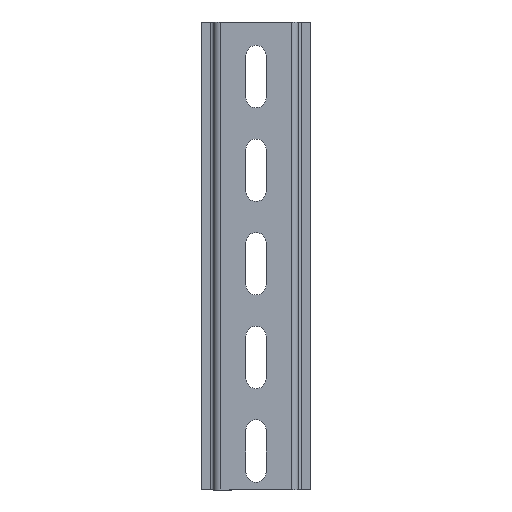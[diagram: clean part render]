
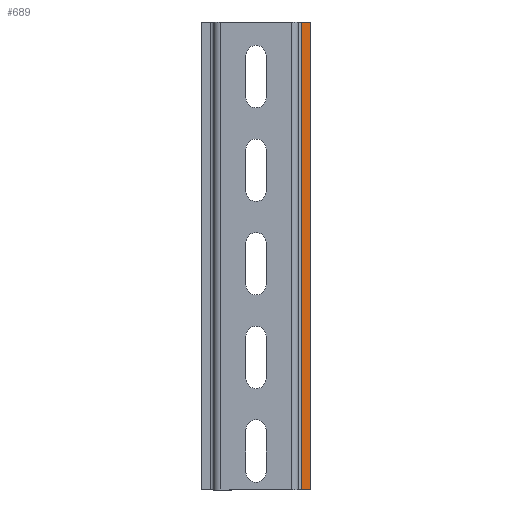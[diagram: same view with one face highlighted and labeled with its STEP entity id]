
A CAD part, front view. The second image highlights one B-rep face of the part: STEP entity #689.
In plain terms, the highlighted planar face has unit normal (0, -1, 0).
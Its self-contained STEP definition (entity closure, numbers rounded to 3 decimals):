
#92 = DIRECTION ( 'NONE',  ( 0., 0., 1. ) ) ;
#101 = VERTEX_POINT ( 'NONE', #1052 ) ;
#125 = ORIENTED_EDGE ( 'NONE', *, *, #130, .T. ) ;
#130 = EDGE_CURVE ( 'NONE', #526, #174, #909, .T. ) ;
#174 = VERTEX_POINT ( 'NONE', #1098 ) ;
#181 = EDGE_CURVE ( '������12', #526, #744, #300, .T. ) ;
#196 = EDGE_CURVE ( '������10', #174, #101, #1078, .T. ) ;
#300 = LINE ( 'NONE', #420, #687 ) ;
#312 = CARTESIAN_POINT ( 'NONE',  ( 17.5, 6.5, 75. ) ) ;
#376 = PLANE ( 'NONE',  #1175 ) ;
#378 = CARTESIAN_POINT ( 'NONE',  ( 13.5, 6.5, 75. ) ) ;
#386 = ORIENTED_EDGE ( 'NONE', *, *, #1023, .T. ) ;
#420 = CARTESIAN_POINT ( 'NONE',  ( 17.5, 6.5, 75. ) ) ;
#488 = VECTOR ( 'NONE', #961, 1000. ) ;
#526 = VERTEX_POINT ( 'NONE', #312 ) ;
#687 = VECTOR ( 'NONE', #941, 1000. ) ;
#689 = ADVANCED_FACE ( '�����7', ( #1035 ), #376, .F. ) ;
#702 = LINE ( 'NONE', #1249, #488 ) ;
#744 = VERTEX_POINT ( 'NONE', #779 ) ;
#770 = DIRECTION ( 'NONE',  ( 0., 1., 0. ) ) ;
#779 = CARTESIAN_POINT ( 'NONE',  ( 17.5, 6.5, -75. ) ) ;
#823 = DIRECTION ( 'NONE',  ( 0., 0., -1. ) ) ;
#909 = LINE ( 'NONE', #378, #1631 ) ;
#941 = DIRECTION ( 'NONE',  ( 0., 0., -1. ) ) ;
#961 = DIRECTION ( 'NONE',  ( 1., 0., 0. ) ) ;
#1023 = EDGE_CURVE ( '������33', #101, #744, #702, .T. ) ;
#1024 = ORIENTED_EDGE ( 'NONE', *, *, #181, .F. ) ;
#1028 = CARTESIAN_POINT ( 'NONE',  ( 13.5, 6.5, 75. ) ) ;
#1035 = FACE_OUTER_BOUND ( 'NONE', #1205, .T. ) ;
#1052 = CARTESIAN_POINT ( 'NONE',  ( 14.5, 6.5, -75. ) ) ;
#1078 = LINE ( 'NONE', #1600, #1226 ) ;
#1098 = CARTESIAN_POINT ( 'NONE',  ( 14.5, 6.5, 75. ) ) ;
#1175 = AXIS2_PLACEMENT_3D ( 'NONE', #1028, #770, #92 ) ;
#1205 = EDGE_LOOP ( 'NONE', ( #125, #1495, #386, #1024 ) ) ;
#1226 = VECTOR ( 'NONE', #823, 1000. ) ;
#1249 = CARTESIAN_POINT ( 'NONE',  ( 13.5, 6.5, -75. ) ) ;
#1423 = DIRECTION ( 'NONE',  ( -1., 0., 0. ) ) ;
#1495 = ORIENTED_EDGE ( 'NONE', *, *, #196, .T. ) ;
#1600 = CARTESIAN_POINT ( 'NONE',  ( 14.5, 6.5, -75. ) ) ;
#1631 = VECTOR ( 'NONE', #1423, 1000. ) ;
